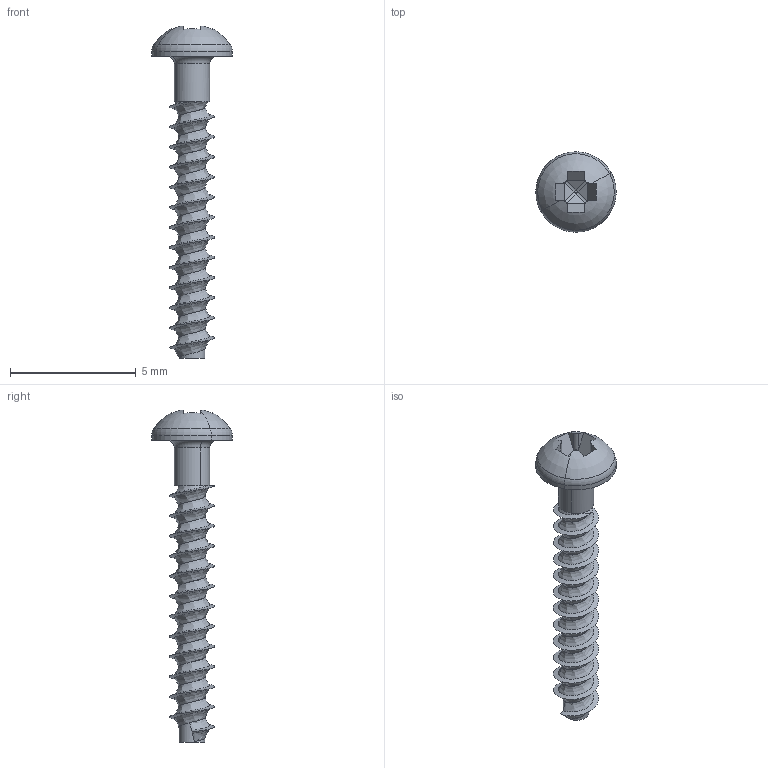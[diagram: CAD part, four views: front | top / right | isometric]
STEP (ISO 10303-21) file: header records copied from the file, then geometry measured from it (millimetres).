
FILE_DESCRIPTION((''),'2;1');
FILE_NAME('9202032000','2025-05-28T08:40:56',('weberr1'),(''),'CREO PARAMETRIC BY PTC INC, 2023154','CREO PARAMETRIC BY PTC INC, 2023154','');
FILE_SCHEMA(('CONFIG_CONTROL_DESIGN','SHAPE_APPEARANCE_LAYERS_GROUPS'));
Length unit declared in the file: millimetre
Products named in the file (1): 9202032000
Bounding box: 3.2 x 3.2 x 13.21 mm (x, y, z)
Volume: 23 mm3; surface area: 160.9 mm2
Topology: 1 solids, 1 shells, 59 faces, 149 edges, 91 vertices
Faces by surface type: plane 26, cylinder 19, bspline 6, torus 4, sphere 4
Entity records: 6450 total; most frequent: CARTESIAN_POINT 4858, ORIENTED_EDGE 294, DIRECTION 259, COLOUR_RGB 209, EDGE_CURVE 147, AXIS2_PLACEMENT_3D 100, VERTEX_POINT 91, EDGE_LOOP 60
